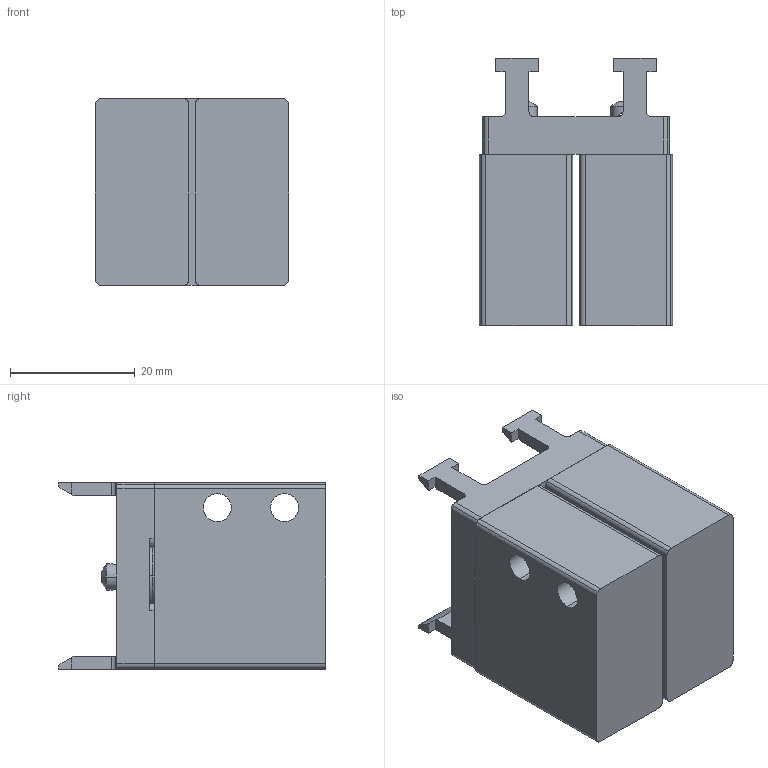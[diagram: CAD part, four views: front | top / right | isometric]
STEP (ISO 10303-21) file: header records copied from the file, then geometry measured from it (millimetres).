
FILE_DESCRIPTION((''),'2;1');
FILE_NAME('08_193_4.stp','2002-12-02T20:43:06',('Branislav Petkovic'),('AZ Pneumatica'),'AutoCAD STEP 2000i','AutoCAD 2000i','Via J. F. Kennedy, 26, 20020 Misinto (MI), ITALY');
FILE_SCHEMA(('CONFIG_CONTROL_DESIGN'));
Length unit declared in the file: millimetre
Products named in the file (8): 08_193_4; 305MAUL TELO; PART1; PLASICNI NOSAC VECI; PART1A; RECESSED PAN HEAD SCREW - ISO 7045 - M3 X 4 - 4.8 - Z; PIPAK 304 MB; PART1AA
Assembly tree (12 placements, depth 3):
  08_193_4
    305MAUL TELO  x2
      PART1
    PLASICNI NOSAC VECI
      PART1A
      RECESSED PAN HEAD SCREW - ISO 7045 - M3 X 4 - 4.8 - Z  x4
    PIPAK 304 MB  x2
      PART1AA
Bounding box: 31 x 42.9 x 30 mm (x, y, z)
Surface area: 13158.2 mm2 (no closed solid volume)
Topology: 0 solids, 9 shells, 748 faces, 1836 edges, 1128 vertices
Faces by surface type: cylinder 260, plane 208, cone 156, torus 104, bspline 12, sphere 8
Entity records: 14487 total; most frequent: CARTESIAN_POINT 5917, DIRECTION 1806, ORIENTED_EDGE 1750, EDGE_CURVE 875, AXIS2_PLACEMENT_3D 695, VERTEX_POINT 558, VECTOR 416, LINE 416
